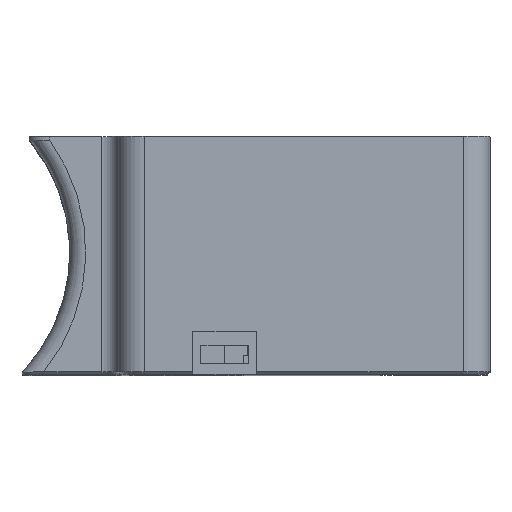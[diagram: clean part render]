
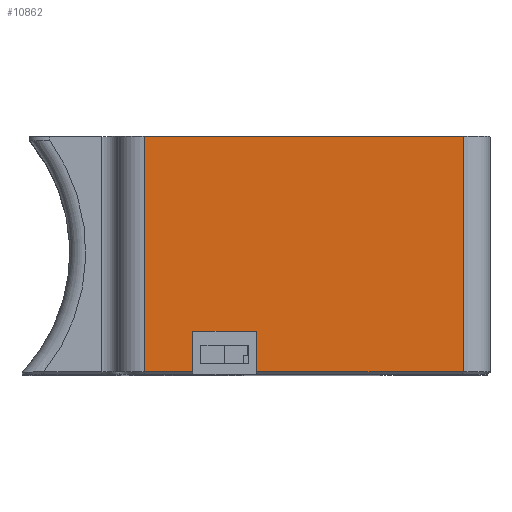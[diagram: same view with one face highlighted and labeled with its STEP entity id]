
A CAD part, top view. The second image highlights one B-rep face of the part: STEP entity #10862.
In plain terms, the highlighted planar face has unit normal (0, 0, 1).
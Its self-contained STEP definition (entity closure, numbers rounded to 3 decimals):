
#361=LINE('',#15729,#1635);
#960=LINE('',#17274,#2234);
#1065=LINE('',#17494,#2339);
#1066=LINE('',#17497,#2340);
#1211=LINE('',#17811,#2485);
#1212=LINE('',#17813,#2486);
#1213=LINE('',#17815,#2487);
#1214=LINE('',#17816,#2488);
#1635=VECTOR('',#12176,10.);
#2234=VECTOR('',#13431,10.);
#2339=VECTOR('',#13602,10.);
#2340=VECTOR('',#13605,10.);
#2485=VECTOR('',#13930,10.);
#2486=VECTOR('',#13933,10.);
#2487=VECTOR('',#13934,10.);
#2488=VECTOR('',#13935,10.);
#3063=PLANE('',#11597);
#3543=FACE_OUTER_BOUND('',#4154,.T.);
#4154=EDGE_LOOP('',(#9377,#9378,#9379,#9380,#9381,#9382,#9383,#9384));
#4890=VERTEX_POINT('',#15726);
#4891=VERTEX_POINT('',#15728);
#5383=VERTEX_POINT('',#17271);
#5384=VERTEX_POINT('',#17273);
#5466=VERTEX_POINT('',#17492);
#5467=VERTEX_POINT('',#17496);
#5522=VERTEX_POINT('',#17699);
#5541=VERTEX_POINT('',#17814);
#5938=EDGE_CURVE('',#4890,#4891,#361,.T.);
#6650=EDGE_CURVE('',#5384,#5383,#960,.T.);
#6763=EDGE_CURVE('',#5383,#5466,#1065,.T.);
#6764=EDGE_CURVE('',#5467,#5384,#1066,.T.);
#6920=EDGE_CURVE('',#4891,#5522,#1211,.T.);
#6921=EDGE_CURVE('',#5522,#5466,#1212,.T.);
#6922=EDGE_CURVE('',#5541,#4890,#1213,.T.);
#6923=EDGE_CURVE('',#5467,#5541,#1214,.T.);
#9377=ORIENTED_EDGE('',*,*,#6921,.F.);
#9378=ORIENTED_EDGE('',*,*,#6920,.F.);
#9379=ORIENTED_EDGE('',*,*,#5938,.F.);
#9380=ORIENTED_EDGE('',*,*,#6922,.F.);
#9381=ORIENTED_EDGE('',*,*,#6923,.F.);
#9382=ORIENTED_EDGE('',*,*,#6764,.T.);
#9383=ORIENTED_EDGE('',*,*,#6650,.T.);
#9384=ORIENTED_EDGE('',*,*,#6763,.T.);
#10862=ADVANCED_FACE('',(#3543),#3063,.T.);
#11597=AXIS2_PLACEMENT_3D('',#17812,#13931,#13932);
#12176=DIRECTION('',(1.,0.,0.));
#13431=DIRECTION('',(1.,0.,0.));
#13602=DIRECTION('',(0.,-1.,0.));
#13605=DIRECTION('',(0.,1.,0.));
#13930=DIRECTION('',(0.,-1.,0.));
#13931=DIRECTION('center_axis',(0.,0.,1.));
#13932=DIRECTION('ref_axis',(-1.,0.,0.));
#13933=DIRECTION('',(-1.,0.,0.));
#13934=DIRECTION('',(0.,1.,0.));
#13935=DIRECTION('',(-1.,0.,0.));
#15726=CARTESIAN_POINT('',(5.,42.75,127.5));
#15728=CARTESIAN_POINT('',(65.,42.75,127.5));
#15729=CARTESIAN_POINT('',(42.5,42.75,127.5));
#17271=CARTESIAN_POINT('',(26.104,6.147,127.5));
#17273=CARTESIAN_POINT('',(14.104,6.147,127.5));
#17274=CARTESIAN_POINT('',(28.302,6.147,127.5));
#17492=CARTESIAN_POINT('',(26.104,-1.5,127.5));
#17494=CARTESIAN_POINT('',(26.104,3.073,127.5));
#17496=CARTESIAN_POINT('',(14.104,-1.5,127.5));
#17497=CARTESIAN_POINT('',(14.104,-1.027,127.5));
#17699=CARTESIAN_POINT('',(65.,-1.5,127.5));
#17811=CARTESIAN_POINT('',(65.,0.,127.5));
#17812=CARTESIAN_POINT('Origin',(42.5,0.,127.5));
#17813=CARTESIAN_POINT('',(38.75,-1.5,127.5));
#17814=CARTESIAN_POINT('',(5.,-1.5,127.5));
#17815=CARTESIAN_POINT('',(5.,0.,127.5));
#17816=CARTESIAN_POINT('',(38.75,-1.5,127.5));
